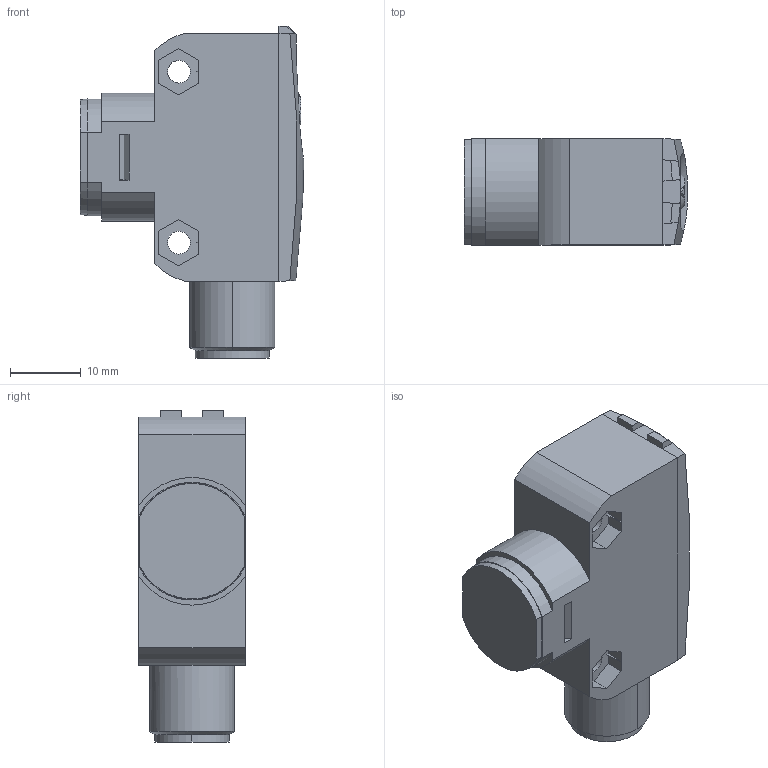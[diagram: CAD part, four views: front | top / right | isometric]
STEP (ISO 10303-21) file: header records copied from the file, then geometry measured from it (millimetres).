
FILE_DESCRIPTION(('Creo Elements/Direct Modeling STEP Export'),'2;1');
FILE_NAME('2138-PH18-plug-trimmer-simpel.stp','2017-01-31T21:05:43',('Palle Edslev '),('EDSLEV A/S'),'Creo Elements/Direct Modeling STEP processor for AP214 (Solid Model)','Creo Elements/Direct Modeling 18.1H 24-Oct-2015 (C) Parametric Technology GmbH','');
FILE_SCHEMA(('AUTOMOTIVE_DESIGN { 1 0 10303 214 1 1 1 1 }'));
Length unit declared in the file: millimetre
Products named in the file (2): 2138-PH18-plug-trimmer-simpel
Assembly tree (1 placements, depth 2):
  2138-PH18-plug-trimmer-simpel
    2138-PH18-plug-trimmer-simpel
Bounding box: 31.5 x 15 x 46.8 mm (x, y, z)
Volume: 13116.2 mm3; surface area: 4659.5 mm2
Topology: 1 solids, 1 shells, 148 faces, 369 edges, 240 vertices
Faces by surface type: plane 111, cylinder 25, cone 11, torus 1
Entity records: 4960 total; most frequent: CARTESIAN_POINT 1534, ORIENTED_EDGE 738, DIRECTION 618, EDGE_CURVE 369, VECTOR 254, LINE 254, VERTEX_POINT 240, AXIS2_PLACEMENT_3D 182
